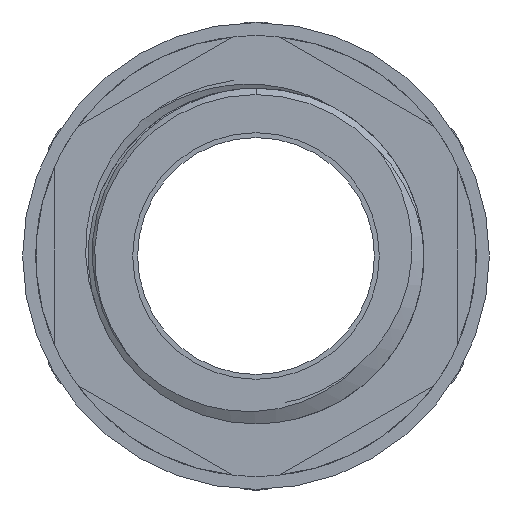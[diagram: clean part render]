
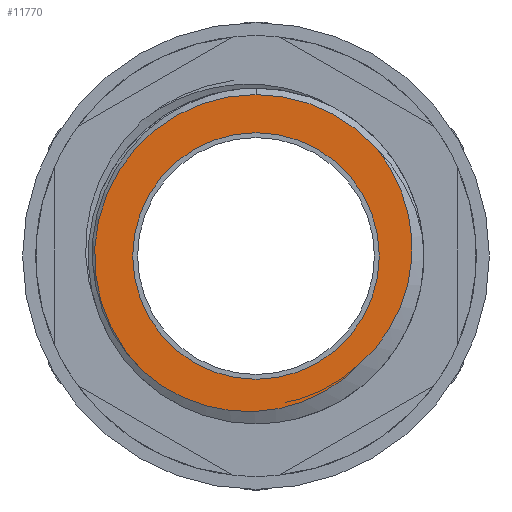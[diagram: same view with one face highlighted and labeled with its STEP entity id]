
A CAD part, front view. The second image highlights one B-rep face of the part: STEP entity #11770.
In plain terms, the highlighted planar face has unit normal (0, -1, 0).
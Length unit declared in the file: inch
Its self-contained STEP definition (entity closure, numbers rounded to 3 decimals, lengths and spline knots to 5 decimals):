
#48 = CARTESIAN_POINT ( 'NONE',  ( -0.3556, -0.59, -0.35857 ) ) ;
#74 = CARTESIAN_POINT ( 'NONE',  ( 0.0512, -0.59, -0.48214 ) ) ;
#109 = VERTEX_POINT ( 'NONE', #1839 ) ;
#235 = CARTESIAN_POINT ( 'NONE',  ( 0.4846, -0.59, -0.04063 ) ) ;
#277 = CARTESIAN_POINT ( 'NONE',  ( 0.37463, -0.59, 0.33864 ) ) ;
#279 = ORIENTED_EDGE ( 'NONE', *, *, #1293, .T. ) ;
#298 = CIRCLE ( 'NONE', #11726, 0.505 ) ;
#427 = AXIS2_PLACEMENT_3D ( 'NONE', #594, #2488, #8904 ) ;
#594 = CARTESIAN_POINT ( 'NONE',  ( 0., -0.59, 0. ) ) ;
#756 = VERTEX_POINT ( 'NONE', #5555 ) ;
#1006 = CARTESIAN_POINT ( 'NONE',  ( -0.26704, -0.59, -0.42284 ) ) ;
#1048 = CARTESIAN_POINT ( 'NONE',  ( 0.11243, -0.59, -0.46762 ) ) ;
#1154 = CARTESIAN_POINT ( 'NONE',  ( 0.34822, -0.59, -0.31666 ) ) ;
#1193 = CARTESIAN_POINT ( 'NONE',  ( 0.4882, -0.59, 0.02153 ) ) ;
#1253 = CARTESIAN_POINT ( 'NONE',  ( 0., -0.59, 0. ) ) ;
#1293 = EDGE_CURVE ( 'NONE', #6618, #8891, #298, .T. ) ;
#1299 = DIRECTION ( 'NONE',  ( 0., -1., 0. ) ) ;
#1303 = CIRCLE ( 'NONE', #8209, 0.38575 ) ;
#1317 = B_SPLINE_CURVE_WITH_KNOTS ( 'NONE', 3,
 ( #7657, #1154, #9409, #3991, #10267, #4918, #11134, #5853, #235, #6792, #1193, #7696, #2140, #8590, #3078, #9444, #4035, #10308, #4957, #11168, #5895, #277 ),
 .UNSPECIFIED., .F., .F.,
 ( 4, 2, 2, 2, 2, 2, 2, 2, 2, 2, 4 ),
 ( 0., 0.00238, 0.00475, 0.00713, 0.00951, 0.0107, 0.01188, 0.01426, 0.01545, 0.01664, 0.01902 ),
 .UNSPECIFIED. ) ;
#1378 = ORIENTED_EDGE ( 'NONE', *, *, #7916, .F. ) ;
#1839 = CARTESIAN_POINT ( 'NONE',  ( 0., -0.59, 0.38575 ) ) ;
#1957 = CARTESIAN_POINT ( 'NONE',  ( -0.22506, -0.59, -0.44408 ) ) ;
#1997 = CARTESIAN_POINT ( 'NONE',  ( 0.15702, -0.59, -0.45205 ) ) ;
#2140 = CARTESIAN_POINT ( 'NONE',  ( 0.48618, -0.59, 0.06866 ) ) ;
#2205 = DIRECTION ( 'NONE',  ( 0., 0., -1. ) ) ;
#2488 = DIRECTION ( 'NONE',  ( 0., 1., 0. ) ) ;
#2808 = DIRECTION ( 'NONE',  ( 0., 0., 1. ) ) ;
#2812 = DIRECTION ( 'NONE',  ( 0., -1., 0. ) ) ;
#2822 = CARTESIAN_POINT ( 'NONE',  ( 0., -0.59, 0. ) ) ;
#2893 = CARTESIAN_POINT ( 'NONE',  ( -0.16617, -0.59, -0.46684 ) ) ;
#2933 = CARTESIAN_POINT ( 'NONE',  ( 0.22711, -0.59, -0.41761 ) ) ;
#3078 = CARTESIAN_POINT ( 'NONE',  ( 0.47362, -0.59, 0.14551 ) ) ;
#3463 = EDGE_CURVE ( 'NONE', #8891, #11334, #4269, .T. ) ;
#3564 = FACE_OUTER_BOUND ( 'NONE', #7626, .T. ) ;
#3804 = CARTESIAN_POINT ( 'NONE',  ( -0.3321, -0.59, -0.37976 ) ) ;
#3849 = CARTESIAN_POINT ( 'NONE',  ( -0.08973, -0.59, -0.48266 ) ) ;
#3897 = CARTESIAN_POINT ( 'NONE',  ( 0.27833, -0.59, -0.38052 ) ) ;
#3957 = VERTEX_POINT ( 'NONE', #6653 ) ;
#3991 = CARTESIAN_POINT ( 'NONE',  ( 0.4078, -0.59, -0.24447 ) ) ;
#4035 = CARTESIAN_POINT ( 'NONE',  ( 0.45364, -0.59, 0.20475 ) ) ;
#4269 = CIRCLE ( 'NONE', #8506, 0.505 ) ;
#4733 = CARTESIAN_POINT ( 'NONE',  ( -0.3556, -0.59, -0.35857 ) ) ;
#4773 = CARTESIAN_POINT ( 'NONE',  ( -0.04264, -0.59, -0.48676 ) ) ;
#4806 = EDGE_CURVE ( 'NONE', #3957, #109, #1303, .T. ) ;
#4814 = CARTESIAN_POINT ( 'NONE',  ( 0.31356, -0.59, -0.34888 ) ) ;
#4873 = DIRECTION ( 'NONE',  ( 0., -1., 0. ) ) ;
#4918 = CARTESIAN_POINT ( 'NONE',  ( 0.4522, -0.59, -0.1615 ) ) ;
#4957 = CARTESIAN_POINT ( 'NONE',  ( 0.43432, -0.59, 0.24765 ) ) ;
#5555 = CARTESIAN_POINT ( 'NONE',  ( 0.3244, -0.59, -0.33733 ) ) ;
#5710 = CARTESIAN_POINT ( 'NONE',  ( 0.02021, -0.59, -0.48594 ) ) ;
#5749 = FACE_BOUND ( 'NONE', #9284, .T. ) ;
#5853 = CARTESIAN_POINT ( 'NONE',  ( 0.47949, -0.59, -0.07136 ) ) ;
#5895 = CARTESIAN_POINT ( 'NONE',  ( 0.39451, -0.59, 0.3144 ) ) ;
#6201 = PLANE ( 'NONE',  #427 ) ;
#6495 = CARTESIAN_POINT ( 'NONE',  ( 0., -0.59, 0.505 ) ) ;
#6604 = CARTESIAN_POINT ( 'NONE',  ( -0.30701, -0.59, -0.39846 ) ) ;
#6618 = VERTEX_POINT ( 'NONE', #10306 ) ;
#6648 = CARTESIAN_POINT ( 'NONE',  ( 0.09713, -0.59, -0.47185 ) ) ;
#6653 = CARTESIAN_POINT ( 'NONE',  ( 0., -0.59, -0.38575 ) ) ;
#6783 = EDGE_CURVE ( 'NONE', #756, #6618, #1317, .T. ) ;
#6792 = CARTESIAN_POINT ( 'NONE',  ( 0.48785, -0.59, 0.00593 ) ) ;
#6896 = CARTESIAN_POINT ( 'NONE',  ( 0., -0.59, 0. ) ) ;
#7515 = CARTESIAN_POINT ( 'NONE',  ( -0.25332, -0.59, -0.43035 ) ) ;
#7556 = CARTESIAN_POINT ( 'NONE',  ( 0.14239, -0.59, -0.45771 ) ) ;
#7626 = EDGE_LOOP ( 'NONE', ( #9314, #9264, #279, #11750 ) ) ;
#7657 = CARTESIAN_POINT ( 'NONE',  ( 0.3244, -0.59, -0.33733 ) ) ;
#7696 = CARTESIAN_POINT ( 'NONE',  ( 0.48736, -0.59, 0.05289 ) ) ;
#7764 = DIRECTION ( 'NONE',  ( 0., -1., 0. ) ) ;
#7803 = DIRECTION ( 'NONE',  ( 0., 0., 1. ) ) ;
#7916 = EDGE_CURVE ( 'NONE', #109, #3957, #11659, .T. ) ;
#8129 = AXIS2_PLACEMENT_3D ( 'NONE', #1253, #7764, #2205 ) ;
#8209 = AXIS2_PLACEMENT_3D ( 'NONE', #10228, #4873, #11090 ) ;
#8408 = CARTESIAN_POINT ( 'NONE',  ( -0.21045, -0.59, -0.45034 ) ) ;
#8425 = EDGE_CURVE ( 'NONE', #11334, #756, #8516, .T. ) ;
#8448 = CARTESIAN_POINT ( 'NONE',  ( 0.19989, -0.59, -0.43302 ) ) ;
#8506 = AXIS2_PLACEMENT_3D ( 'NONE', #6896, #1299, #7803 ) ;
#8516 = B_SPLINE_CURVE_WITH_KNOTS ( 'NONE', 3,
 ( #4733, #3804, #6604, #1006, #7515, #1957, #8408, #2893, #9281, #3849, #10130, #4773, #11003, #5710, #74, #6648, #1048, #7556, #1997, #8448, #2933, #9313, #3897, #10172, #4814, #11033 ),
 .UNSPECIFIED., .F., .F.,
 ( 4, 2, 2, 2, 2, 2, 2, 2, 2, 2, 2, 2, 4 ),
 ( 0.00791, 0.0103, 0.0115, 0.0127, 0.01509, 0.01628, 0.01748, 0.01987, 0.02106, 0.02226, 0.02465, 0.02585, 0.02704 ),
 .UNSPECIFIED. ) ;
#8590 = CARTESIAN_POINT ( 'NONE',  ( 0.48041, -0.59, 0.11518 ) ) ;
#8891 = VERTEX_POINT ( 'NONE', #6495 ) ;
#8904 = DIRECTION ( 'NONE',  ( 0., 0., 1. ) ) ;
#9264 = ORIENTED_EDGE ( 'NONE', *, *, #6783, .T. ) ;
#9281 = CARTESIAN_POINT ( 'NONE',  ( -0.13599, -0.59, -0.47489 ) ) ;
#9284 = EDGE_LOOP ( 'NONE', ( #11695, #1378 ) ) ;
#9313 = CARTESIAN_POINT ( 'NONE',  ( 0.26583, -0.59, -0.39029 ) ) ;
#9314 = ORIENTED_EDGE ( 'NONE', *, *, #8425, .T. ) ;
#9409 = CARTESIAN_POINT ( 'NONE',  ( 0.36964, -0.59, -0.29393 ) ) ;
#9444 = CARTESIAN_POINT ( 'NONE',  ( 0.45919, -0.59, 0.19002 ) ) ;
#10130 = CARTESIAN_POINT ( 'NONE',  ( -0.07415, -0.59, -0.48452 ) ) ;
#10172 = CARTESIAN_POINT ( 'NONE',  ( 0.30217, -0.59, -0.35983 ) ) ;
#10228 = CARTESIAN_POINT ( 'NONE',  ( 0., -0.59, 0. ) ) ;
#10267 = CARTESIAN_POINT ( 'NONE',  ( 0.4246, -0.59, -0.21752 ) ) ;
#10306 = CARTESIAN_POINT ( 'NONE',  ( 0.37463, -0.59, 0.33864 ) ) ;
#10308 = CARTESIAN_POINT ( 'NONE',  ( 0.44118, -0.59, 0.23362 ) ) ;
#11003 = CARTESIAN_POINT ( 'NONE',  ( -0.02681, -0.59, -0.48711 ) ) ;
#11033 = CARTESIAN_POINT ( 'NONE',  ( 0.3244, -0.59, -0.33733 ) ) ;
#11090 = DIRECTION ( 'NONE',  ( 0., 0., -1. ) ) ;
#11134 = CARTESIAN_POINT ( 'NONE',  ( 0.46319, -0.59, -0.13217 ) ) ;
#11168 = CARTESIAN_POINT ( 'NONE',  ( 0.4119, -0.59, 0.28862 ) ) ;
#11334 = VERTEX_POINT ( 'NONE', #48 ) ;
#11659 = CIRCLE ( 'NONE', #8129, 0.38575 ) ;
#11695 = ORIENTED_EDGE ( 'NONE', *, *, #4806, .F. ) ;
#11726 = AXIS2_PLACEMENT_3D ( 'NONE', #2822, #2812, #2808 ) ;
#11750 = ORIENTED_EDGE ( 'NONE', *, *, #3463, .T. ) ;
#11770 = ADVANCED_FACE ( 'NONE', ( #3564, #5749 ), #6201, .F. ) ;
